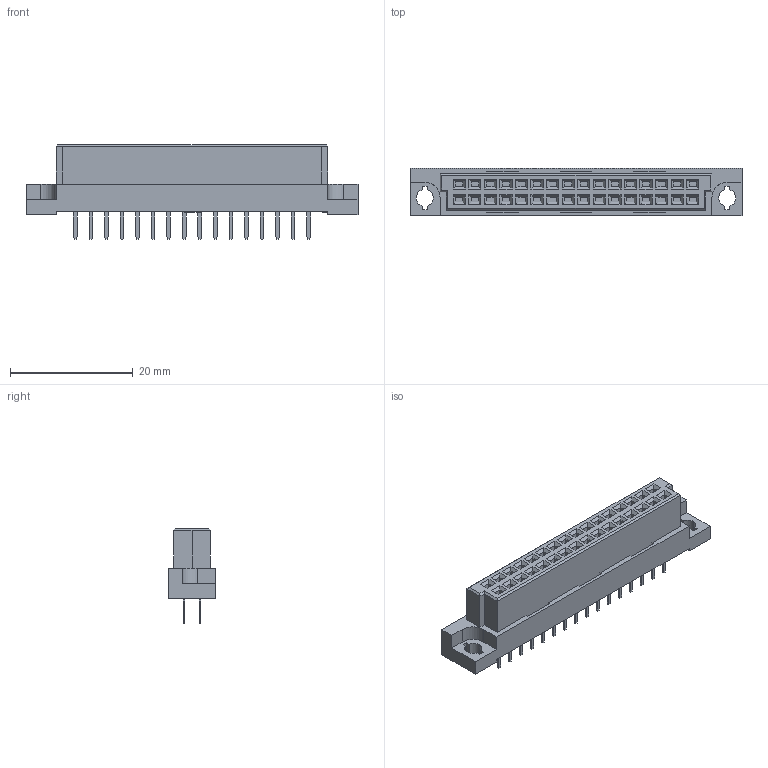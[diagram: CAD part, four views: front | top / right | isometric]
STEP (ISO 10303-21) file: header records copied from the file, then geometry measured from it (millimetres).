
FILE_DESCRIPTION(('STEP AP214'),'1');
FILE_NAME('CONN-TH_3511232BFSS0BNA1.stp','2021-08-18T14:22:20',(' '),(' '),'Spatial InterOp 3D',' ',' ');
FILE_SCHEMA(('AUTOMOTIVE_DESIGN { 1 0 10303 214 1 1 1 1 }'));
Length unit declared in the file: millimetre
Products named in the file (1): 406
Bounding box: 54.2 x 7.8 x 15.5 mm (x, y, z)
Volume: 3236.4 mm3; surface area: 3424.3 mm2
Topology: 1 solids, 1 shells, 800 faces, 2024 edges, 1304 vertices
Faces by surface type: plane 790, cylinder 10
Entity records: 29797 total; most frequent: CARTESIAN_POINT 4130, ORIENTED_EDGE 4048, DIRECTION 3648, EDGE_CURVE 2024, LINE 2004, VECTOR 2004, VERTEX_POINT 1304, EDGE_LOOP 882
